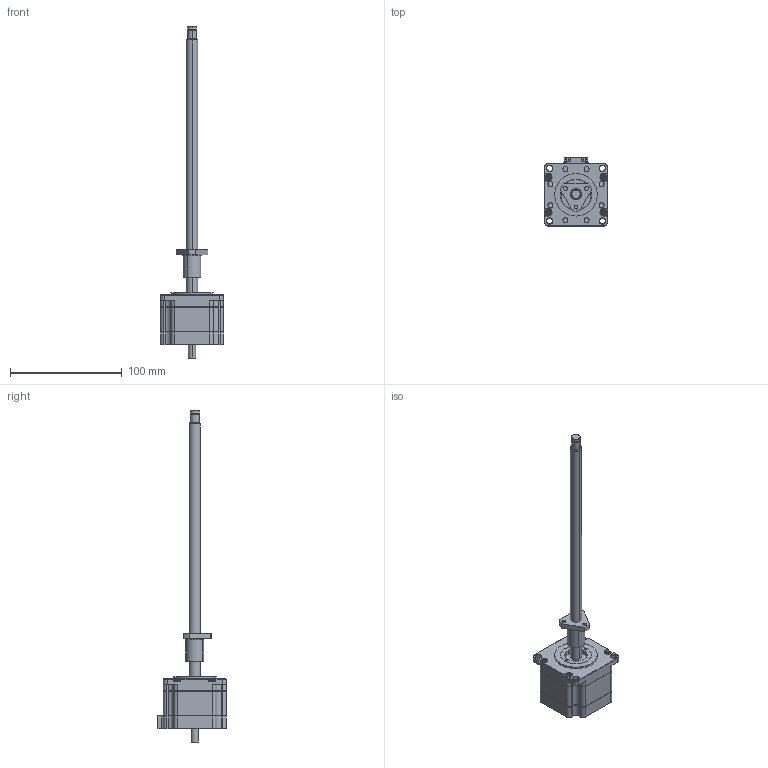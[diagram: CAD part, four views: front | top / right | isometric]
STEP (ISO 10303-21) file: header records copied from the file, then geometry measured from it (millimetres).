
FILE_DESCRIPTION (( 'STEP AP214' ), '1' );
FILE_NAME ('STP-LE23-1F09ADJ.STEP', '2020-08-25T22:06:43', ( '' ), ( '' ), 'SwSTEP 2.0', 'SolidWorks 2017', '' );
FILE_SCHEMA (( 'AUTOMOTIVE_DESIGN' ));
Length unit declared in the file: millimetre
Products named in the file (3): STP-LE23-1F09ADJ_1; STP-LE23-1F09ADJ_2; STP-LE23-1F09ADJ
Assembly tree (2 placements, depth 2):
  STP-LE23-1F09ADJ
    STP-LE23-1F09ADJ_1
    STP-LE23-1F09ADJ_2
Bounding box: 56.2 x 61.22 x 296.6 mm (x, y, z)
Volume: 123353.9 mm3; surface area: 50902.1 mm2
Topology: 8 solids, 8 shells, 747 faces, 1880 edges, 1190 vertices
Faces by surface type: plane 305, cylinder 202, cone 120, bspline 108, torus 12
Entity records: 26249 total; most frequent: CARTESIAN_POINT 8708, ORIENTED_EDGE 3760, DIRECTION 3393, EDGE_CURVE 1880, AXIS2_PLACEMENT_3D 1257, VERTEX_POINT 1190, VECTOR 879, LINE 879
